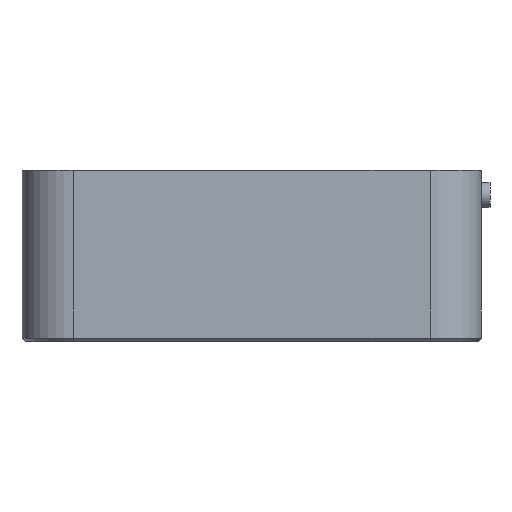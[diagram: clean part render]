
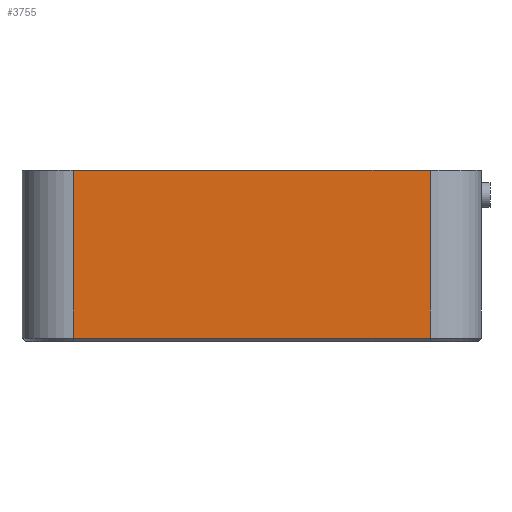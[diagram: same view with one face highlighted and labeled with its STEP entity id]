
A CAD part, front view. The second image highlights one B-rep face of the part: STEP entity #3755.
In plain terms, the highlighted planar face has unit normal (0, -1, 0).
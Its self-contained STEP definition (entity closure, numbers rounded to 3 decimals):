
#234=LINE('',#6162,#497);
#249=LINE('',#6201,#512);
#313=LINE('',#6398,#576);
#316=LINE('',#6404,#579);
#497=VECTOR('',#5060,10.);
#512=VECTOR('',#5103,10.);
#576=VECTOR('',#5335,10.);
#579=VECTOR('',#5344,10.);
#1054=FACE_OUTER_BOUND('',#1413,.T.);
#1413=EDGE_LOOP('',(#3505,#3506,#3507,#3508));
#1915=VERTEX_POINT('',#6154);
#1917=VERTEX_POINT('',#6160);
#1927=VERTEX_POINT('',#6200);
#1976=VERTEX_POINT('',#6397);
#2367=EDGE_CURVE('',#1917,#1915,#234,.T.);
#2386=EDGE_CURVE('',#1915,#1927,#249,.T.);
#2484=EDGE_CURVE('',#1927,#1976,#313,.T.);
#2488=EDGE_CURVE('',#1917,#1976,#316,.T.);
#3505=ORIENTED_EDGE('',*,*,#2367,.F.);
#3506=ORIENTED_EDGE('',*,*,#2488,.T.);
#3507=ORIENTED_EDGE('',*,*,#2484,.F.);
#3508=ORIENTED_EDGE('',*,*,#2386,.F.);
#3567=PLANE('',#4207);
#3755=ADVANCED_FACE('',(#1054),#3567,.T.);
#4207=AXIS2_PLACEMENT_3D('',#6405,#5345,#5346);
#5060=DIRECTION('',(-1.,0.,0.));
#5103=DIRECTION('',(0.,0.,1.));
#5335=DIRECTION('',(1.,0.,0.));
#5344=DIRECTION('',(0.,0.,1.));
#5345=DIRECTION('center_axis',(0.,-1.,0.));
#5346=DIRECTION('ref_axis',(1.,0.,0.));
#6154=CARTESIAN_POINT('',(-47.72,0.,-19.6));
#6160=CARTESIAN_POINT('',(-6.,0.,-19.6));
#6162=CARTESIAN_POINT('',(-37.29,0.,-19.6));
#6200=CARTESIAN_POINT('',(-47.72,0.,0.));
#6201=CARTESIAN_POINT('',(-47.72,0.,-20.));
#6397=CARTESIAN_POINT('',(-6.,0.,0.));
#6398=CARTESIAN_POINT('',(-37.29,0.,0.));
#6404=CARTESIAN_POINT('',(-6.,0.,-20.));
#6405=CARTESIAN_POINT('Origin',(-47.72,0.,-20.));
